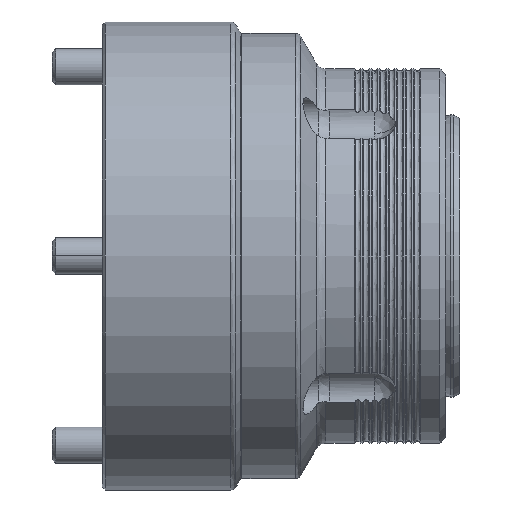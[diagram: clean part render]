
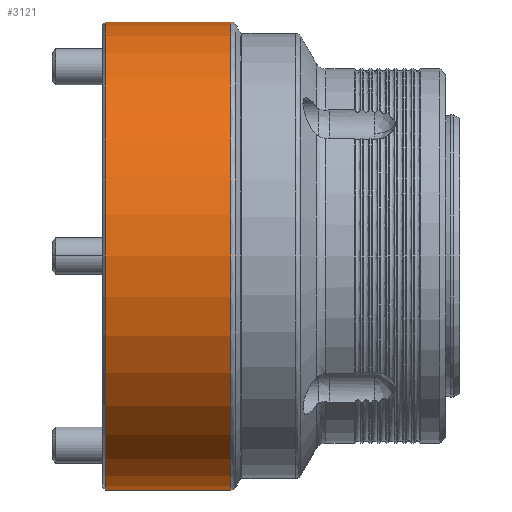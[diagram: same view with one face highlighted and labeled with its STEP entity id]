
A CAD part, front view. The second image highlights one B-rep face of the part: STEP entity #3121.
In plain terms, the highlighted cylindrical face has radius 82.5 mm (diameter 165 mm), a partial arc.
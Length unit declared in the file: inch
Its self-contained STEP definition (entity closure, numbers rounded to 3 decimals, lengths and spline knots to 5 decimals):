
#620 = CARTESIAN_POINT ( 'NONE',  ( 1.78488, 0., 3.24803 ) ) ;
#805 = DIRECTION ( 'NONE',  ( -1., 0., 0. ) ) ;
#1279 = VERTEX_POINT ( 'NONE', #620 ) ;
#1334 = ORIENTED_EDGE ( 'NONE', *, *, #14365, .T. ) ;
#1825 = ORIENTED_EDGE ( 'NONE', *, *, #9504, .T. ) ;
#2174 = CYLINDRICAL_SURFACE ( 'NONE', #13103, 3.24803 ) ;
#2311 = CARTESIAN_POINT ( 'NONE',  ( 1.78488, 0., -3.24803 ) ) ;
#3121 = ADVANCED_FACE ( 'NONE', ( #6070 ), #2174, .T. ) ;
#3749 = CARTESIAN_POINT ( 'NONE',  ( 0.03937, 0., 3.24803 ) ) ;
#3877 = VECTOR ( 'NONE', #8504, 39.37008 ) ;
#4253 = LINE ( 'NONE', #13654, #3877 ) ;
#4745 = DIRECTION ( 'NONE',  ( -1., 0., 0. ) ) ;
#5164 = ORIENTED_EDGE ( 'NONE', *, *, #12741, .T. ) ;
#5423 = CIRCLE ( 'NONE', #15310, 3.24803 ) ;
#5597 = AXIS2_PLACEMENT_3D ( 'NONE', #12318, #15050, #5737 ) ;
#5737 = DIRECTION ( 'NONE',  ( 0., 0., 1. ) ) ;
#6070 = FACE_OUTER_BOUND ( 'NONE', #16936, .T. ) ;
#6250 = CARTESIAN_POINT ( 'NONE',  ( -0.27961, 0., 0. ) ) ;
#6653 = CARTESIAN_POINT ( 'NONE',  ( 0.03937, 0., -3.24803 ) ) ;
#6776 = EDGE_CURVE ( 'NONE', #10765, #10972, #12573, .T. ) ;
#7405 = ORIENTED_EDGE ( 'NONE', *, *, #6776, .F. ) ;
#8504 = DIRECTION ( 'NONE',  ( -1., 0., 0. ) ) ;
#8604 = VECTOR ( 'NONE', #805, 39.37008 ) ;
#9504 = EDGE_CURVE ( 'NONE', #11812, #10972, #5423, .T. ) ;
#10765 = VERTEX_POINT ( 'NONE', #2311 ) ;
#10972 = VERTEX_POINT ( 'NONE', #6653 ) ;
#11812 = VERTEX_POINT ( 'NONE', #3749 ) ;
#11896 = CARTESIAN_POINT ( 'NONE',  ( 0.03937, 0., 0. ) ) ;
#12318 = CARTESIAN_POINT ( 'NONE',  ( 1.78488, 0., 0. ) ) ;
#12573 = LINE ( 'NONE', #12926, #8604 ) ;
#12741 = EDGE_CURVE ( 'NONE', #1279, #11812, #4253, .T. ) ;
#12926 = CARTESIAN_POINT ( 'NONE',  ( -0.27961, 0., -3.24803 ) ) ;
#13040 = DIRECTION ( 'NONE',  ( 0., 0., 1. ) ) ;
#13103 = AXIS2_PLACEMENT_3D ( 'NONE', #6250, #4745, #15625 ) ;
#13654 = CARTESIAN_POINT ( 'NONE',  ( -0.27961, 0., 3.24803 ) ) ;
#14365 = EDGE_CURVE ( 'NONE', #10765, #1279, #16353, .T. ) ;
#15050 = DIRECTION ( 'NONE',  ( -1., 0., 0. ) ) ;
#15310 = AXIS2_PLACEMENT_3D ( 'NONE', #11896, #17302, #13040 ) ;
#15625 = DIRECTION ( 'NONE',  ( 0., 0., 1. ) ) ;
#16353 = CIRCLE ( 'NONE', #5597, 3.24803 ) ;
#16936 = EDGE_LOOP ( 'NONE', ( #7405, #1334, #5164, #1825 ) ) ;
#17302 = DIRECTION ( 'NONE',  ( 1., 0., 0. ) ) ;
